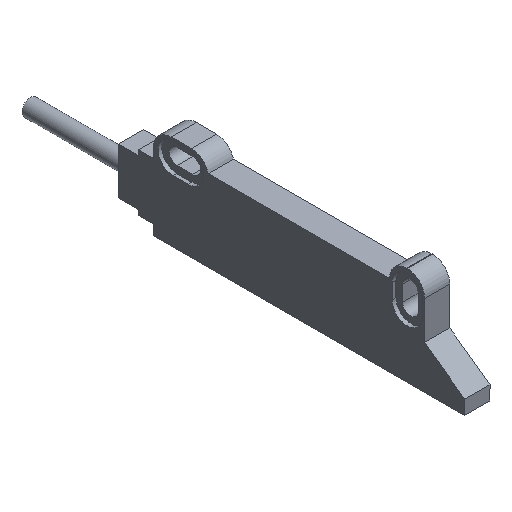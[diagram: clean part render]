
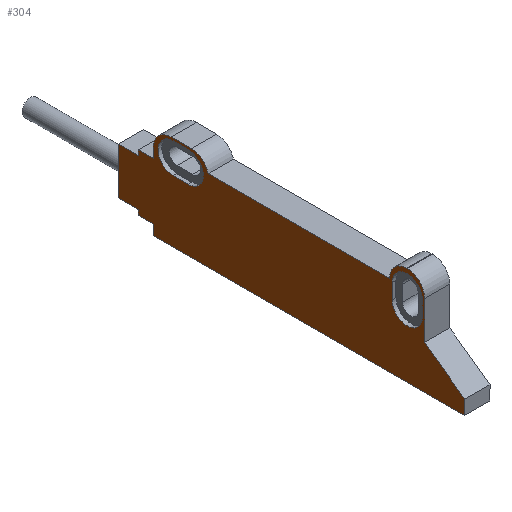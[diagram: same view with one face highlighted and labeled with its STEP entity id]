
A CAD part, isometric view. The second image highlights one B-rep face of the part: STEP entity #304.
In plain terms, the highlighted planar face has unit normal (-1, 0, 0).
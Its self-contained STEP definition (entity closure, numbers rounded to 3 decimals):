
#84=FACE_BOUND('',#566,.T.);
#85=FACE_BOUND('',#567,.T.);
#86=FACE_BOUND('',#568,.T.);
#202=CIRCLE('',#1717,3.);
#203=CIRCLE('',#1718,3.);
#204=CIRCLE('',#1719,3.);
#205=CIRCLE('',#1720,3.);
#206=CIRCLE('',#1721,3.457);
#207=CIRCLE('',#1722,3.46);
#208=CIRCLE('',#1723,3.46);
#209=CIRCLE('',#1724,3.5);
#304=ADVANCED_FACE('',(#84,#85,#86),#422,.F.);
#422=PLANE('',#1725);
#566=EDGE_LOOP('',(#766,#767,#768,#769));
#567=EDGE_LOOP('',(#770,#771,#772,#773));
#568=EDGE_LOOP('',(#774,#775,#776,#777,#778,#779,#780,#781,#782,#783,#784,
#785,#786,#787,#788,#789,#790,#791,#792,#793));
#766=ORIENTED_EDGE('',*,*,#1322,.T.);
#767=ORIENTED_EDGE('',*,*,#1323,.T.);
#768=ORIENTED_EDGE('',*,*,#1324,.T.);
#769=ORIENTED_EDGE('',*,*,#1325,.T.);
#770=ORIENTED_EDGE('',*,*,#1326,.F.);
#771=ORIENTED_EDGE('',*,*,#1327,.F.);
#772=ORIENTED_EDGE('',*,*,#1328,.F.);
#773=ORIENTED_EDGE('',*,*,#1329,.F.);
#774=ORIENTED_EDGE('',*,*,#1330,.F.);
#775=ORIENTED_EDGE('',*,*,#1331,.T.);
#776=ORIENTED_EDGE('',*,*,#1332,.T.);
#777=ORIENTED_EDGE('',*,*,#1333,.T.);
#778=ORIENTED_EDGE('',*,*,#1334,.T.);
#779=ORIENTED_EDGE('',*,*,#1335,.T.);
#780=ORIENTED_EDGE('',*,*,#1336,.T.);
#781=ORIENTED_EDGE('',*,*,#1337,.T.);
#782=ORIENTED_EDGE('',*,*,#1338,.T.);
#783=ORIENTED_EDGE('',*,*,#1339,.T.);
#784=ORIENTED_EDGE('',*,*,#1340,.T.);
#785=ORIENTED_EDGE('',*,*,#1341,.T.);
#786=ORIENTED_EDGE('',*,*,#1319,.F.);
#787=ORIENTED_EDGE('',*,*,#1342,.F.);
#788=ORIENTED_EDGE('',*,*,#1316,.T.);
#789=ORIENTED_EDGE('',*,*,#1343,.F.);
#790=ORIENTED_EDGE('',*,*,#1344,.T.);
#791=ORIENTED_EDGE('',*,*,#1345,.T.);
#792=ORIENTED_EDGE('',*,*,#1346,.T.);
#793=ORIENTED_EDGE('',*,*,#1347,.T.);
#1160=VERTEX_POINT('',#2476);
#1161=VERTEX_POINT('',#2478);
#1163=VERTEX_POINT('',#2483);
#1164=VERTEX_POINT('',#2485);
#1166=VERTEX_POINT('',#2491);
#1167=VERTEX_POINT('',#2492);
#1168=VERTEX_POINT('',#2494);
#1169=VERTEX_POINT('',#2496);
#1170=VERTEX_POINT('',#2499);
#1171=VERTEX_POINT('',#2500);
#1172=VERTEX_POINT('',#2502);
#1173=VERTEX_POINT('',#2504);
#1174=VERTEX_POINT('',#2507);
#1175=VERTEX_POINT('',#2508);
#1176=VERTEX_POINT('',#2510);
#1177=VERTEX_POINT('',#2512);
#1178=VERTEX_POINT('',#2514);
#1179=VERTEX_POINT('',#2516);
#1180=VERTEX_POINT('',#2518);
#1181=VERTEX_POINT('',#2520);
#1182=VERTEX_POINT('',#2522);
#1183=VERTEX_POINT('',#2524);
#1184=VERTEX_POINT('',#2526);
#1185=VERTEX_POINT('',#2528);
#1186=VERTEX_POINT('',#2532);
#1187=VERTEX_POINT('',#2534);
#1188=VERTEX_POINT('',#2536);
#1189=VERTEX_POINT('',#2538);
#1316=EDGE_CURVE('',#1161,#1160,#1516,.T.);
#1319=EDGE_CURVE('',#1163,#1164,#1519,.T.);
#1322=EDGE_CURVE('',#1166,#1167,#1522,.T.);
#1323=EDGE_CURVE('',#1167,#1168,#202,.T.);
#1324=EDGE_CURVE('',#1168,#1169,#1523,.T.);
#1325=EDGE_CURVE('',#1169,#1166,#203,.T.);
#1326=EDGE_CURVE('',#1170,#1171,#1524,.T.);
#1327=EDGE_CURVE('',#1172,#1170,#204,.T.);
#1328=EDGE_CURVE('',#1173,#1172,#1525,.T.);
#1329=EDGE_CURVE('',#1171,#1173,#205,.T.);
#1330=EDGE_CURVE('',#1174,#1175,#1526,.T.);
#1331=EDGE_CURVE('',#1174,#1176,#1527,.T.);
#1332=EDGE_CURVE('',#1176,#1177,#1528,.T.);
#1333=EDGE_CURVE('',#1177,#1178,#1529,.T.);
#1334=EDGE_CURVE('',#1178,#1179,#1530,.T.);
#1335=EDGE_CURVE('',#1179,#1180,#206,.T.);
#1336=EDGE_CURVE('',#1180,#1181,#1531,.T.);
#1337=EDGE_CURVE('',#1181,#1182,#207,.T.);
#1338=EDGE_CURVE('',#1182,#1183,#1532,.T.);
#1339=EDGE_CURVE('',#1183,#1184,#208,.T.);
#1340=EDGE_CURVE('',#1184,#1185,#1533,.T.);
#1341=EDGE_CURVE('',#1185,#1164,#209,.T.);
#1342=EDGE_CURVE('',#1161,#1163,#1534,.T.);
#1343=EDGE_CURVE('',#1186,#1160,#1535,.T.);
#1344=EDGE_CURVE('',#1186,#1187,#1536,.T.);
#1345=EDGE_CURVE('',#1187,#1188,#1537,.T.);
#1346=EDGE_CURVE('',#1188,#1189,#1538,.T.);
#1347=EDGE_CURVE('',#1189,#1175,#1539,.T.);
#1516=LINE('',#2477,#1616);
#1519=LINE('',#2484,#1619);
#1522=LINE('',#2490,#1622);
#1523=LINE('',#2495,#1623);
#1524=LINE('',#2498,#1624);
#1525=LINE('',#2503,#1625);
#1526=LINE('',#2506,#1626);
#1527=LINE('',#2509,#1627);
#1528=LINE('',#2511,#1628);
#1529=LINE('',#2513,#1629);
#1530=LINE('',#2515,#1630);
#1531=LINE('',#2519,#1631);
#1532=LINE('',#2523,#1632);
#1533=LINE('',#2527,#1633);
#1534=LINE('',#2530,#1634);
#1535=LINE('',#2531,#1635);
#1536=LINE('',#2533,#1636);
#1537=LINE('',#2535,#1637);
#1538=LINE('',#2537,#1638);
#1539=LINE('',#2539,#1639);
#1616=VECTOR('',#1937,1.);
#1619=VECTOR('',#1942,1.);
#1622=VECTOR('',#1947,1.);
#1623=VECTOR('',#1950,1.);
#1624=VECTOR('',#1953,1.);
#1625=VECTOR('',#1956,1.);
#1626=VECTOR('',#1959,1.);
#1627=VECTOR('',#1960,1.);
#1628=VECTOR('',#1961,1.);
#1629=VECTOR('',#1962,1.);
#1630=VECTOR('',#1963,1.);
#1631=VECTOR('',#1966,1.);
#1632=VECTOR('',#1969,1.);
#1633=VECTOR('',#1972,1.);
#1634=VECTOR('',#1975,1.);
#1635=VECTOR('',#1976,1.);
#1636=VECTOR('',#1977,1.);
#1637=VECTOR('',#1978,1.);
#1638=VECTOR('',#1979,1.);
#1639=VECTOR('',#1980,1.);
#1717=AXIS2_PLACEMENT_3D('',#2493,#1948,#1949);
#1718=AXIS2_PLACEMENT_3D('',#2497,#1951,#1952);
#1719=AXIS2_PLACEMENT_3D('',#2501,#1954,#1955);
#1720=AXIS2_PLACEMENT_3D('',#2505,#1957,#1958);
#1721=AXIS2_PLACEMENT_3D('',#2517,#1964,#1965);
#1722=AXIS2_PLACEMENT_3D('',#2521,#1967,#1968);
#1723=AXIS2_PLACEMENT_3D('',#2525,#1970,#1971);
#1724=AXIS2_PLACEMENT_3D('',#2529,#1973,#1974);
#1725=AXIS2_PLACEMENT_3D('',#2540,#1981,#1982);
#1937=DIRECTION('',(0.,0.,-1.));
#1942=DIRECTION('',(0.,0.,1.));
#1947=DIRECTION('',(0.,0.,-1.));
#1948=DIRECTION('',(1.,0.,0.));
#1949=DIRECTION('',(0.,-1.,0.));
#1950=DIRECTION('',(0.,0.,1.));
#1951=DIRECTION('',(1.,0.,0.));
#1952=DIRECTION('',(0.,-1.,0.));
#1953=DIRECTION('',(0.,1.,0.));
#1954=DIRECTION('',(-1.,0.,0.));
#1955=DIRECTION('',(0.,-1.,0.));
#1956=DIRECTION('',(0.,-1.,0.));
#1957=DIRECTION('',(-1.,0.,0.));
#1958=DIRECTION('',(0.,-1.,0.));
#1959=DIRECTION('',(0.,0.,1.));
#1960=DIRECTION('',(0.,-1.,0.));
#1961=DIRECTION('',(0.,0.,1.));
#1962=DIRECTION('',(0.,0.809,0.587));
#1963=DIRECTION('',(0.,0.,1.));
#1964=DIRECTION('',(-1.,0.,0.));
#1965=DIRECTION('',(0.,1.,0.));
#1966=DIRECTION('',(0.,1.,0.));
#1967=DIRECTION('',(-1.,0.,0.));
#1968=DIRECTION('',(0.,1.,0.));
#1969=DIRECTION('',(0.,1.,0.));
#1970=DIRECTION('',(-1.,0.,0.));
#1971=DIRECTION('',(0.,1.,0.));
#1972=DIRECTION('',(0.,1.,0.));
#1973=DIRECTION('',(-1.,0.,0.));
#1974=DIRECTION('',(0.,1.,0.));
#1975=DIRECTION('',(0.,-1.,0.));
#1976=DIRECTION('',(0.,-1.,0.));
#1977=DIRECTION('',(0.,0.,-1.));
#1978=DIRECTION('',(0.,-1.,0.));
#1979=DIRECTION('',(0.,0.,-1.));
#1980=DIRECTION('',(0.,-1.,0.));
#1981=DIRECTION('',(1.,0.,0.));
#1982=DIRECTION('',(0.,0.,-1.));
#2476=CARTESIAN_POINT('',(-5.,64.97,12.3));
#2477=CARTESIAN_POINT('',(-5.,64.97,13.3));
#2478=CARTESIAN_POINT('',(-5.,64.97,13.3));
#2483=CARTESIAN_POINT('',(-5.,61.97,13.3));
#2484=CARTESIAN_POINT('',(-5.,61.97,0.));
#2485=CARTESIAN_POINT('',(-5.,61.97,15.278));
#2490=CARTESIAN_POINT('',(-5.,8.457,15.7));
#2491=CARTESIAN_POINT('',(-5.,8.457,15.7));
#2492=CARTESIAN_POINT('',(-5.,8.457,12.7));
#2493=CARTESIAN_POINT('',(-5.,11.457,12.7));
#2494=CARTESIAN_POINT('',(-5.,14.457,12.7));
#2495=CARTESIAN_POINT('',(-5.,14.457,12.7));
#2496=CARTESIAN_POINT('',(-5.,14.457,15.7));
#2497=CARTESIAN_POINT('',(-5.,11.457,15.7));
#2498=CARTESIAN_POINT('',(-5.,55.05,18.3));
#2499=CARTESIAN_POINT('',(-5.,55.05,18.3));
#2500=CARTESIAN_POINT('',(-5.,58.05,18.3));
#2501=CARTESIAN_POINT('',(-5.,55.05,15.3));
#2502=CARTESIAN_POINT('',(-5.,55.05,12.3));
#2503=CARTESIAN_POINT('',(-5.,58.05,12.3));
#2504=CARTESIAN_POINT('',(-5.,58.05,12.3));
#2505=CARTESIAN_POINT('',(-5.,58.05,15.3));
#2506=CARTESIAN_POINT('',(-5.,61.97,0.));
#2507=CARTESIAN_POINT('',(-5.,61.97,0.));
#2508=CARTESIAN_POINT('',(-5.,61.97,2.));
#2509=CARTESIAN_POINT('',(-5.,0.,0.));
#2510=CARTESIAN_POINT('',(-5.,0.,0.));
#2511=CARTESIAN_POINT('',(-5.,0.,19.6));
#2512=CARTESIAN_POINT('',(-5.,0.,2.792));
#2513=CARTESIAN_POINT('',(-5.,0.,2.792));
#2514=CARTESIAN_POINT('',(-5.,8.,8.6));
#2515=CARTESIAN_POINT('',(-5.,8.,8.6));
#2516=CARTESIAN_POINT('',(-5.,8.,16.143));
#2517=CARTESIAN_POINT('',(-5.,11.457,16.143));
#2518=CARTESIAN_POINT('',(-5.,11.457,19.6));
#2519=CARTESIAN_POINT('',(-5.,69.,19.6));
#2520=CARTESIAN_POINT('',(-5.,11.54,19.6));
#2521=CARTESIAN_POINT('',(-5.,11.54,16.14));
#2522=CARTESIAN_POINT('',(-5.,15.,16.14));
#2523=CARTESIAN_POINT('',(-5.,15.,16.14));
#2524=CARTESIAN_POINT('',(-5.,51.069,16.14));
#2525=CARTESIAN_POINT('',(-5.,54.43,15.318));
#2526=CARTESIAN_POINT('',(-5.,54.43,18.778));
#2527=CARTESIAN_POINT('',(-5.,54.43,18.778));
#2528=CARTESIAN_POINT('',(-5.,58.47,18.778));
#2529=CARTESIAN_POINT('',(-5.,58.47,15.278));
#2530=CARTESIAN_POINT('',(-5.,64.97,13.3));
#2531=CARTESIAN_POINT('',(-5.,68.97,12.3));
#2532=CARTESIAN_POINT('',(-5.,68.97,12.3));
#2533=CARTESIAN_POINT('',(-5.,68.97,12.3));
#2534=CARTESIAN_POINT('',(-5.,68.97,3.));
#2535=CARTESIAN_POINT('',(-5.,68.97,3.));
#2536=CARTESIAN_POINT('',(-5.,64.97,3.));
#2537=CARTESIAN_POINT('',(-5.,64.97,13.3));
#2538=CARTESIAN_POINT('',(-5.,64.97,2.));
#2539=CARTESIAN_POINT('',(-5.,64.97,2.));
#2540=CARTESIAN_POINT('',(-5.,0.,0.));
